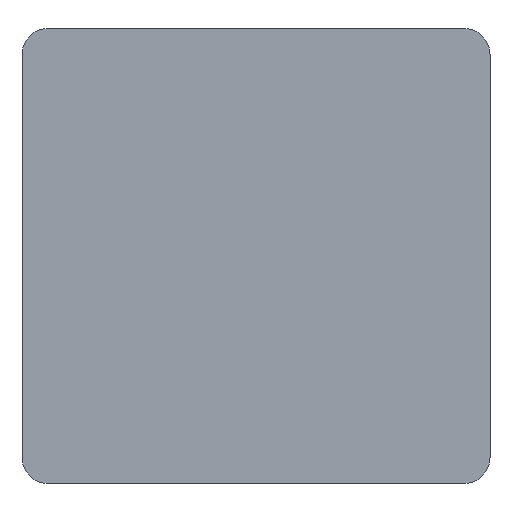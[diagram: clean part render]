
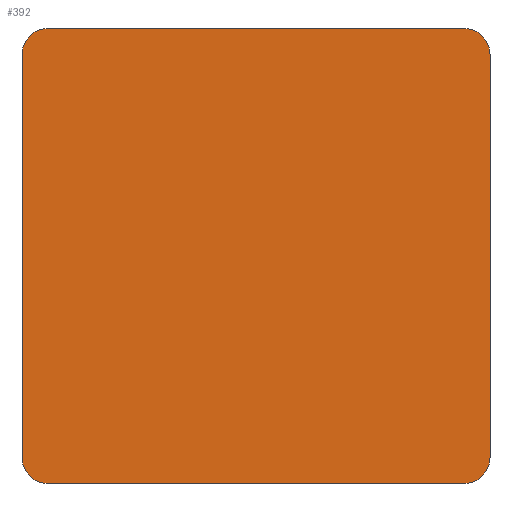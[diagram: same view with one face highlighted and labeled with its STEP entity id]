
A CAD part, front view. The second image highlights one B-rep face of the part: STEP entity #392.
In plain terms, the highlighted planar face has unit normal (0, -1, 0).
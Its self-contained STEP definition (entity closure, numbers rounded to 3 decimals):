
#3 = LINE ( 'NONE', #169, #494 ) ;
#6 = CARTESIAN_POINT ( 'NONE',  ( -32.4, 0., -31.4 ) ) ;
#12 = CARTESIAN_POINT ( 'NONE',  ( 32.4, 0., -35.5 ) ) ;
#17 = LINE ( 'NONE', #471, #419 ) ;
#39 = FACE_OUTER_BOUND ( 'NONE', #319, .T. ) ;
#44 = CIRCLE ( 'NONE', #156, 4.1 ) ;
#45 = EDGE_CURVE ( 'NONE', #119, #275, #406, .T. ) ;
#52 = VERTEX_POINT ( 'NONE', #467 ) ;
#56 = ORIENTED_EDGE ( 'NONE', *, *, #470, .F. ) ;
#60 = DIRECTION ( 'NONE',  ( 0., 1., 0. ) ) ;
#73 = EDGE_CURVE ( 'NONE', #275, #438, #44, .T. ) ;
#79 = EDGE_CURVE ( 'NONE', #414, #119, #400, .T. ) ;
#82 = CARTESIAN_POINT ( 'NONE',  ( 32.4, 0., -31.4 ) ) ;
#87 = AXIS2_PLACEMENT_3D ( 'NONE', #335, #174, #215 ) ;
#111 = CIRCLE ( 'NONE', #87, 4.1 ) ;
#119 = VERTEX_POINT ( 'NONE', #12 ) ;
#124 = DIRECTION ( 'NONE',  ( 0., 0., -1. ) ) ;
#138 = DIRECTION ( 'NONE',  ( 0., 0., 1. ) ) ;
#142 = ORIENTED_EDGE ( 'NONE', *, *, #410, .F. ) ;
#156 = AXIS2_PLACEMENT_3D ( 'NONE', #6, #427, #352 ) ;
#161 = DIRECTION ( 'NONE',  ( -1., 0., 0. ) ) ;
#169 = CARTESIAN_POINT ( 'NONE',  ( 36.5, 0., -31.4 ) ) ;
#172 = CARTESIAN_POINT ( 'NONE',  ( 32.4, 0., 31.4 ) ) ;
#174 = DIRECTION ( 'NONE',  ( 0., 1., 0. ) ) ;
#200 = AXIS2_PLACEMENT_3D ( 'NONE', #374, #447, #486 ) ;
#201 = ORIENTED_EDGE ( 'NONE', *, *, #331, .F. ) ;
#210 = CARTESIAN_POINT ( 'NONE',  ( -36.5, 0., -31.4 ) ) ;
#213 = PLANE ( 'NONE',  #200 ) ;
#215 = DIRECTION ( 'NONE',  ( 0., 0., 1. ) ) ;
#232 = CARTESIAN_POINT ( 'NONE',  ( -32.4, 0., -35.5 ) ) ;
#233 = VERTEX_POINT ( 'NONE', #363 ) ;
#235 = DIRECTION ( 'NONE',  ( 1., 0., 0. ) ) ;
#239 = DIRECTION ( 'NONE',  ( 0., 0., -1. ) ) ;
#244 = CARTESIAN_POINT ( 'NONE',  ( 32.4, 0., 35.5 ) ) ;
#246 = CARTESIAN_POINT ( 'NONE',  ( -36.5, 0., -31.4 ) ) ;
#251 = DIRECTION ( 'NONE',  ( 0., 0., 1. ) ) ;
#269 = ORIENTED_EDGE ( 'NONE', *, *, #45, .F. ) ;
#275 = VERTEX_POINT ( 'NONE', #407 ) ;
#276 = EDGE_CURVE ( 'NONE', #394, #451, #17, .T. ) ;
#291 = EDGE_CURVE ( 'NONE', #233, #414, #3, .T. ) ;
#293 = CARTESIAN_POINT ( 'NONE',  ( 36.5, 0., -31.4 ) ) ;
#295 = ORIENTED_EDGE ( 'NONE', *, *, #73, .F. ) ;
#319 = EDGE_LOOP ( 'NONE', ( #201, #142, #295, #269, #401, #460, #56, #333 ) ) ;
#323 = LINE ( 'NONE', #210, #474 ) ;
#331 = EDGE_CURVE ( 'NONE', #52, #394, #111, .T. ) ;
#333 = ORIENTED_EDGE ( 'NONE', *, *, #276, .F. ) ;
#335 = CARTESIAN_POINT ( 'NONE',  ( -32.4, 0., 31.4 ) ) ;
#351 = DIRECTION ( 'NONE',  ( 0., 1., 0. ) ) ;
#352 = DIRECTION ( 'NONE',  ( 0., 0., 1. ) ) ;
#363 = CARTESIAN_POINT ( 'NONE',  ( 36.5, 0., 31.4 ) ) ;
#374 = CARTESIAN_POINT ( 'NONE',  ( -32.4, 0., 31.4 ) ) ;
#375 = CARTESIAN_POINT ( 'NONE',  ( -32.4, 0., 35.5 ) ) ;
#392 = ADVANCED_FACE ( 'NONE', ( #39 ), #213, .F. ) ;
#394 = VERTEX_POINT ( 'NONE', #375 ) ;
#397 = AXIS2_PLACEMENT_3D ( 'NONE', #82, #351, #124 ) ;
#400 = CIRCLE ( 'NONE', #397, 4.1 ) ;
#401 = ORIENTED_EDGE ( 'NONE', *, *, #79, .F. ) ;
#406 = LINE ( 'NONE', #232, #498 ) ;
#407 = CARTESIAN_POINT ( 'NONE',  ( -32.4, 0., -35.5 ) ) ;
#410 = EDGE_CURVE ( 'NONE', #438, #52, #323, .T. ) ;
#414 = VERTEX_POINT ( 'NONE', #293 ) ;
#419 = VECTOR ( 'NONE', #235, 1000. ) ;
#427 = DIRECTION ( 'NONE',  ( 0., 1., 0. ) ) ;
#438 = VERTEX_POINT ( 'NONE', #246 ) ;
#447 = DIRECTION ( 'NONE',  ( 0., 1., 0. ) ) ;
#451 = VERTEX_POINT ( 'NONE', #244 ) ;
#460 = ORIENTED_EDGE ( 'NONE', *, *, #291, .F. ) ;
#462 = CIRCLE ( 'NONE', #472, 4.1 ) ;
#467 = CARTESIAN_POINT ( 'NONE',  ( -36.5, 0., 31.4 ) ) ;
#470 = EDGE_CURVE ( 'NONE', #451, #233, #462, .T. ) ;
#471 = CARTESIAN_POINT ( 'NONE',  ( -32.4, 0., 35.5 ) ) ;
#472 = AXIS2_PLACEMENT_3D ( 'NONE', #172, #60, #138 ) ;
#474 = VECTOR ( 'NONE', #251, 1000. ) ;
#486 = DIRECTION ( 'NONE',  ( 0., 0., 1. ) ) ;
#494 = VECTOR ( 'NONE', #239, 1000. ) ;
#498 = VECTOR ( 'NONE', #161, 1000. ) ;
